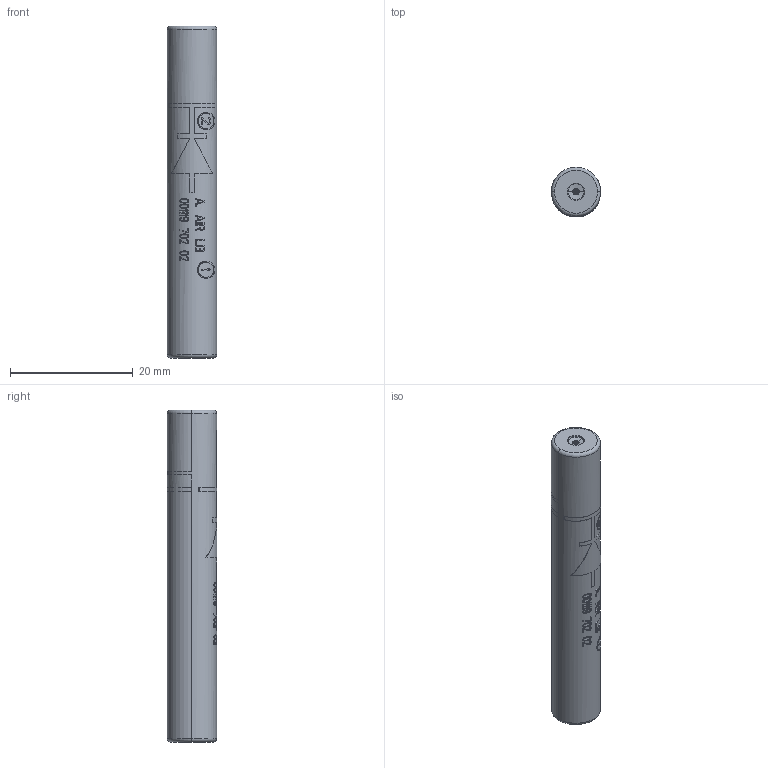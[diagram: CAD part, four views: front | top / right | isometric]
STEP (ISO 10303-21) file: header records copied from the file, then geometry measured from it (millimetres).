
FILE_DESCRIPTION((''),'2;1');
FILE_NAME('00111970202','2020-05-29T',('presta_be4'),(''),'CREO PARAMETRIC BY PTC INC, 2018360','CREO PARAMETRIC BY PTC INC, 2018360','');
FILE_SCHEMA(('CONFIG_CONTROL_DESIGN'));
Length unit declared in the file: millimetre
Products named in the file (1): 00111970202
Bounding box: 8.05 x 8.07 x 54 mm (x, y, z)
Volume: 1978.1 mm3; surface area: 3086.8 mm2
Topology: 2 solids, 4 shells, 827 faces, 2184 edges, 1422 vertices
Faces by surface type: plane 550, cylinder 177, torus 48, cone 36, bspline 12, sphere 4
Entity records: 28496 total; most frequent: CARTESIAN_POINT 8917, ORIENTED_EDGE 4368, DIRECTION 3648, EDGE_CURVE 2184, VERTEX_POINT 1422, AXIS2_PLACEMENT_3D 1373, VECTOR 902, LINE 902
